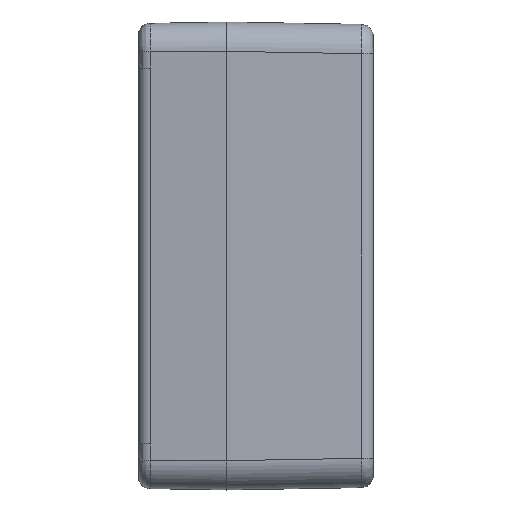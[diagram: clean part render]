
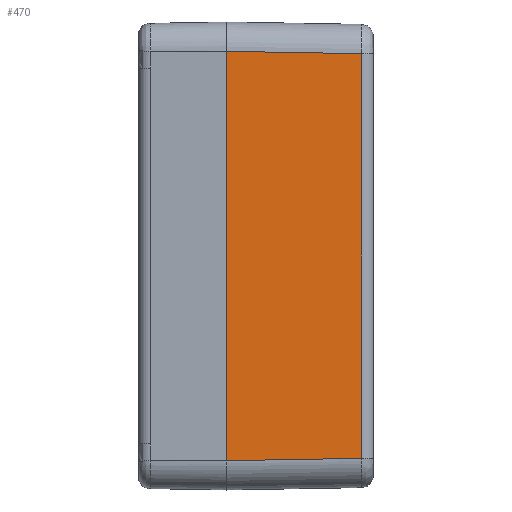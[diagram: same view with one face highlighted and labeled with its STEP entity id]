
A CAD part, left-side view. The second image highlights one B-rep face of the part: STEP entity #470.
In plain terms, the highlighted planar face has unit normal (-1, -0.018, 0).
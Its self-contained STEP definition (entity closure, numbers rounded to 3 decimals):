
#376 = EDGE_CURVE ( 'NONE', #377, #378, #3448, .T. ) ;
#377 = VERTEX_POINT ( 'NONE', #3444 ) ;
#378 = VERTEX_POINT ( 'NONE', #3484 ) ;
#388 = ORIENTED_EDGE ( 'NONE', *, *, #389, .T. ) ;
#389 = EDGE_CURVE ( 'NONE', #474, #390, #3466, .T. ) ;
#390 = VERTEX_POINT ( 'NONE', #3462 ) ;
#391 = ORIENTED_EDGE ( 'NONE', *, *, #392, .T. ) ;
#392 = EDGE_CURVE ( 'NONE', #390, #378, #3515, .T. ) ;
#393 = ORIENTED_EDGE ( 'NONE', *, *, #376, .F. ) ;
#470 = ADVANCED_FACE ( 'NONE', ( #3625 ), #3624, .T. ) ;
#471 = EDGE_LOOP ( 'NONE', ( #472, #388, #391, #393 ) ) ;
#472 = ORIENTED_EDGE ( 'NONE', *, *, #473, .T. ) ;
#473 = EDGE_CURVE ( 'NONE', #377, #474, #3622, .T. ) ;
#474 = VERTEX_POINT ( 'NONE', #3615 ) ;
#3444 = CARTESIAN_POINT ( 'NONE',  ( -62.25, 25., -34.901 ) ) ;
#3445 = DIRECTION ( 'NONE',  ( 0., 0., 1. ) ) ;
#3446 = VECTOR ( 'NONE', #3445, 1000. ) ;
#3447 = CARTESIAN_POINT ( 'NONE',  ( -62.25, 25., -39.9 ) ) ;
#3448 = LINE ( 'NONE', #3447, #3446 ) ;
#3462 = CARTESIAN_POINT ( 'NONE',  ( -61.848, 1.965, 34.499 ) ) ;
#3463 = DIRECTION ( 'NONE',  ( 0., 0., 1. ) ) ;
#3464 = VECTOR ( 'NONE', #3463, 1000. ) ;
#3465 = CARTESIAN_POINT ( 'NONE',  ( -61.848, 1.965, -39.9 ) ) ;
#3466 = LINE ( 'NONE', #3465, #3464 ) ;
#3484 = CARTESIAN_POINT ( 'NONE',  ( -62.25, 25., 34.901 ) ) ;
#3512 = DIRECTION ( 'NONE',  ( -0.017, 1., 0.017 ) ) ;
#3513 = VECTOR ( 'NONE', #3512, 1000. ) ;
#3514 = CARTESIAN_POINT ( 'NONE',  ( -62.227, 23.695, 34.878 ) ) ;
#3515 = LINE ( 'NONE', #3514, #3513 ) ;
#3615 = CARTESIAN_POINT ( 'NONE',  ( -61.848, 1.965, -34.499 ) ) ;
#3616 = DIRECTION ( 'NONE',  ( 0.017, -1., 0.017 ) ) ;
#3617 = VECTOR ( 'NONE', #3616, 1000. ) ;
#3618 = CARTESIAN_POINT ( 'NONE',  ( -62.252, 25.087, -34.902 ) ) ;
#3619 = DIRECTION ( 'NONE',  ( 0.017, -1., 0. ) ) ;
#3620 = DIRECTION ( 'NONE',  ( -1., -0.017, 0. ) ) ;
#3621 = CARTESIAN_POINT ( 'NONE',  ( -62.25, 25., -39.9 ) ) ;
#3622 = LINE ( 'NONE', #3618, #3617 ) ;
#3623 = AXIS2_PLACEMENT_3D ( 'NONE', #3621, #3620, #3619 ) ;
#3624 = PLANE ( 'NONE',  #3623 ) ;
#3625 = FACE_OUTER_BOUND ( 'NONE', #471, .T. ) ;
